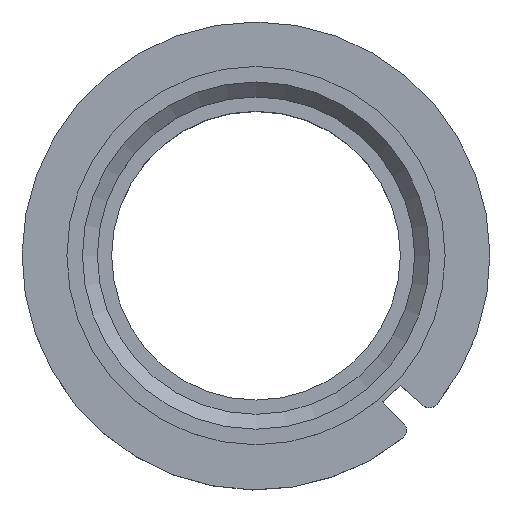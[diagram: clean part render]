
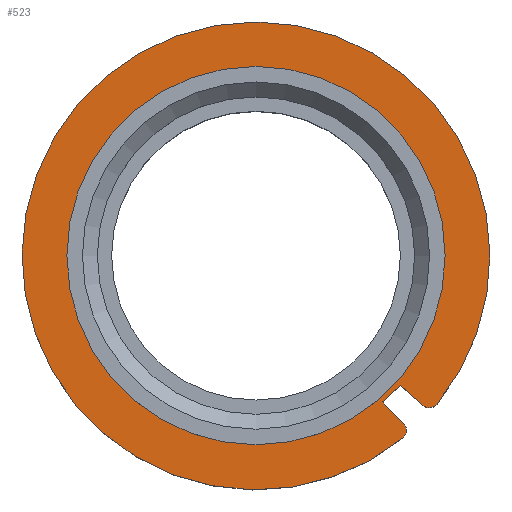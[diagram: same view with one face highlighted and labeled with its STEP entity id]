
A CAD part, top view. The second image highlights one B-rep face of the part: STEP entity #523.
In plain terms, the highlighted planar face has unit normal (0, 0, 1).
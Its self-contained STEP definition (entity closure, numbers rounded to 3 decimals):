
#39=FACE_BOUND('',#185,.T.);
#48=LINE('',#842,#77);
#60=LINE('',#966,#89);
#62=LINE('',#969,#91);
#77=VECTOR('',#639,10.);
#89=VECTOR('',#739,10.);
#91=VECTOR('',#743,10.);
#115=PLANE('',#602);
#140=FACE_OUTER_BOUND('',#184,.T.);
#184=EDGE_LOOP('',(#440,#441,#442,#443,#444,#445));
#185=EDGE_LOOP('',(#446));
#227=CIRCLE('',#589,1.);
#228=CIRCLE('',#591,23.5);
#229=CIRCLE('',#593,1.);
#234=CIRCLE('',#603,18.7);
#251=VERTEX_POINT('',#839);
#252=VERTEX_POINT('',#841);
#272=VERTEX_POINT('',#940);
#273=VERTEX_POINT('',#942);
#274=VERTEX_POINT('',#946);
#280=VERTEX_POINT('',#965);
#281=VERTEX_POINT('',#972);
#297=EDGE_CURVE('',#252,#251,#48,.T.);
#325=EDGE_CURVE('',#272,#273,#227,.T.);
#328=EDGE_CURVE('',#272,#274,#228,.T.);
#329=EDGE_CURVE('',#252,#274,#229,.T.);
#337=EDGE_CURVE('',#280,#273,#60,.T.);
#339=EDGE_CURVE('',#251,#280,#62,.T.);
#340=EDGE_CURVE('',#281,#281,#234,.T.);
#440=ORIENTED_EDGE('',*,*,#329,.F.);
#441=ORIENTED_EDGE('',*,*,#297,.T.);
#442=ORIENTED_EDGE('',*,*,#339,.T.);
#443=ORIENTED_EDGE('',*,*,#337,.T.);
#444=ORIENTED_EDGE('',*,*,#325,.F.);
#445=ORIENTED_EDGE('',*,*,#328,.T.);
#446=ORIENTED_EDGE('',*,*,#340,.F.);
#523=ADVANCED_FACE('',(#140,#39),#115,.T.);
#589=AXIS2_PLACEMENT_3D('',#943,#712,#713);
#591=AXIS2_PLACEMENT_3D('',#948,#718,#719);
#593=AXIS2_PLACEMENT_3D('',#950,#722,#723);
#602=AXIS2_PLACEMENT_3D('',#971,#746,#747);
#603=AXIS2_PLACEMENT_3D('',#973,#748,#749);
#639=DIRECTION('',(-0.707,0.707,0.));
#712=DIRECTION('center_axis',(0.,0.,-1.));
#713=DIRECTION('ref_axis',(0.079,-0.997,0.));
#718=DIRECTION('center_axis',(0.,0.,1.));
#719=DIRECTION('ref_axis',(1.,0.,0.));
#722=DIRECTION('center_axis',(0.,0.,-1.));
#723=DIRECTION('ref_axis',(0.999,-0.054,0.));
#739=DIRECTION('',(0.747,-0.664,0.));
#743=DIRECTION('',(0.74,0.673,0.));
#746=DIRECTION('center_axis',(0.,0.,1.));
#747=DIRECTION('ref_axis',(1.,0.,0.));
#748=DIRECTION('center_axis',(0.,0.,1.));
#749=DIRECTION('ref_axis',(-1.,0.,0.));
#839=CARTESIAN_POINT('',(12.667,-14.667,0.5));
#841=CARTESIAN_POINT('',(14.818,-16.818,0.5));
#842=CARTESIAN_POINT('',(-0.041,-1.959,0.5));
#940=CARTESIAN_POINT('',(18.186,-14.884,0.5));
#942=CARTESIAN_POINT('',(16.748,-14.998,0.5));
#943=CARTESIAN_POINT('Origin',(17.412,-14.25,0.5));
#946=CARTESIAN_POINT('',(14.738,-18.304,0.5));
#948=CARTESIAN_POINT('Origin',(0.,0.,0.5));
#950=CARTESIAN_POINT('Origin',(14.111,-17.525,0.5));
#965=CARTESIAN_POINT('',(14.5,-13.,0.5));
#966=CARTESIAN_POINT('',(2.163,-2.034,0.5));
#969=CARTESIAN_POINT('',(7.339,-19.514,0.5));
#971=CARTESIAN_POINT('Origin',(-23.5,0.,0.5));
#972=CARTESIAN_POINT('',(18.7,0.,0.5));
#973=CARTESIAN_POINT('Origin',(0.,0.,0.5));
